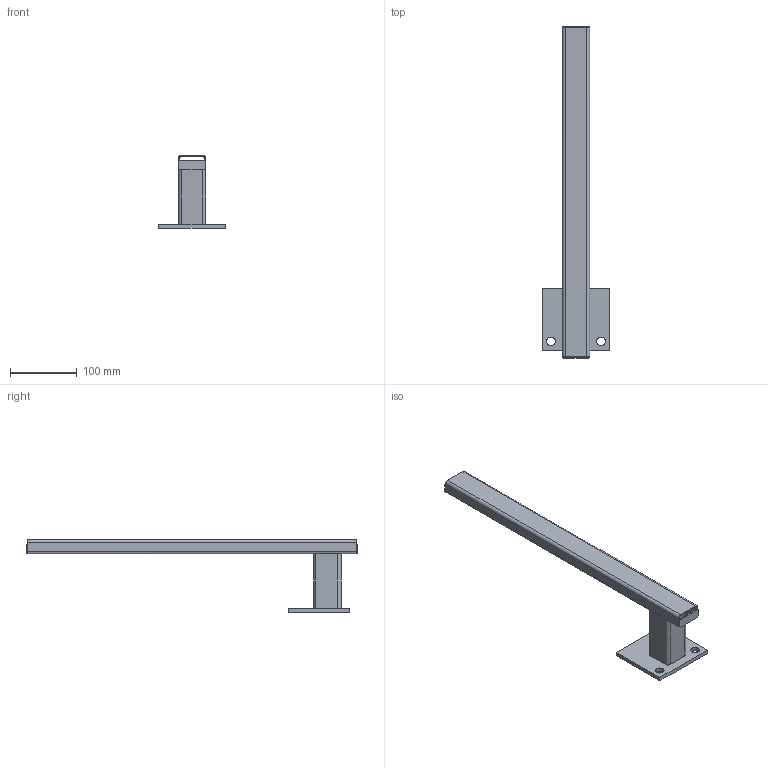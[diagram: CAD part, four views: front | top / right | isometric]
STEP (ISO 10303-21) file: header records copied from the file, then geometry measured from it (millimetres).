
FILE_DESCRIPTION(/* description */ (''),/* implementation_level */ '2;1');
FILE_NAME(/* name */ '6044569',/* time_stamp */ '2015-10-28T16:06:38+01:00',/* author */ (''),/* organization */ (''),/* preprocessor_version */ 'ST-DEVELOPER v15',/* originating_system */ '',/* authorisation */ '');
FILE_SCHEMA (('CONFIG_CONTROL_DESIGN'));
Length unit declared in the file: millimetre
Products named in the file (2): Document; Block 01
Assembly tree (1 placements, depth 2):
  Document
    Block 01
Bounding box: 100 x 497 x 109 mm (x, y, z)
Volume: 177574.9 mm3; surface area: 143595.8 mm2
Topology: 5 solids, 5 shells, 136 faces, 282 edges, 156 vertices
Faces by surface type: plane 106, bspline 30
Entity records: 3448 total; most frequent: CARTESIAN_POINT 1310, ORIENTED_EDGE 564, EDGE_CURVE 282, B_SPLINE_CURVE_WITH_KNOTS 206, VERTEX_POINT 156, EDGE_LOOP 142, ADVANCED_FACE 136, FACE_OUTER_BOUND 136
